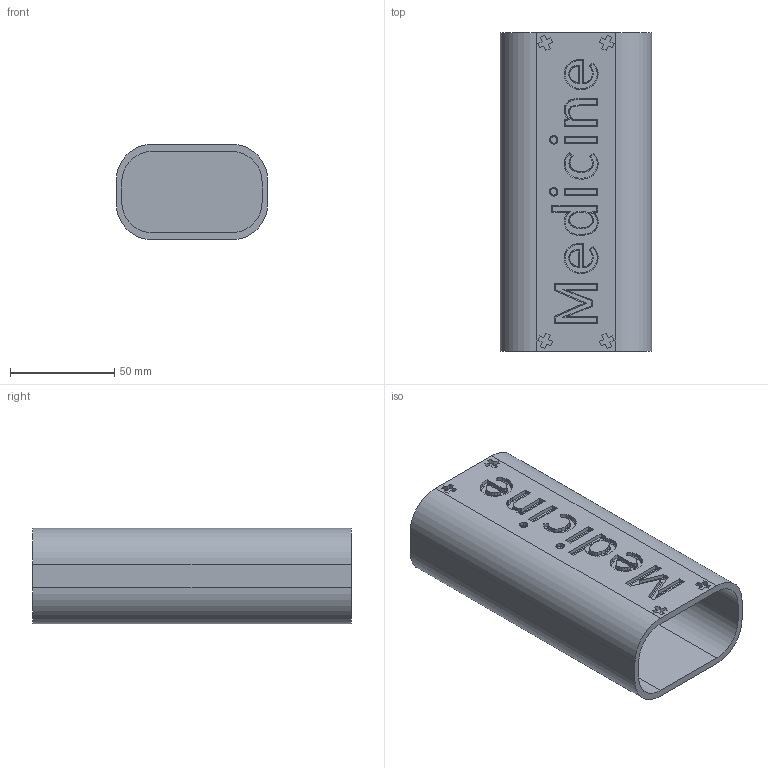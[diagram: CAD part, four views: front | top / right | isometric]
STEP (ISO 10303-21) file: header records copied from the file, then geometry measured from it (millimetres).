
FILE_DESCRIPTION(/* description */ ('STEP AP242','CAx-IF Rec.Pracs.---Representation and Presentation of Product Manufacturing Information (PMI)---4.0---2014-10-13','CAx-IF Rec.Pracs.---3D Tessellated Geometry---0.4---2014-09-14','2;1'),/* implementation_level */ '2;1');
FILE_NAME(/* name */ '66b431b32ca1794ce77d2c04',/* time_stamp */ '2024-08-08T02:47:16Z',/* author */ (''),/* organization */ (''),/* preprocessor_version */ 'ST-DEVELOPER v20',/* originating_system */ ' ',/* authorisation */ ' ');
FILE_SCHEMA (('AP242_MANAGED_MODEL_BASED_3D_ENGINEERING_MIM_LF { 1 0 10303 442 1 1 4 }'));
Length unit declared in the file: metre
Products named in the file (1): Part 1
Bounding box: 72.49 x 152.4 x 45.77 mm (x, y, z)
Volume: 101250.2 mm3; surface area: 67289.1 mm2
Topology: 1 solids, 1 shells, 466 faces, 1147 edges, 701 vertices
Faces by surface type: bspline 300, plane 117, cylinder 49
Entity records: 15656 total; most frequent: CARTESIAN_POINT 6561, ORIENTED_EDGE 2294, DIRECTION 1190, EDGE_CURVE 1147, VERTEX_POINT 701, LINE 490, VECTOR 490, EDGE_LOOP 484
